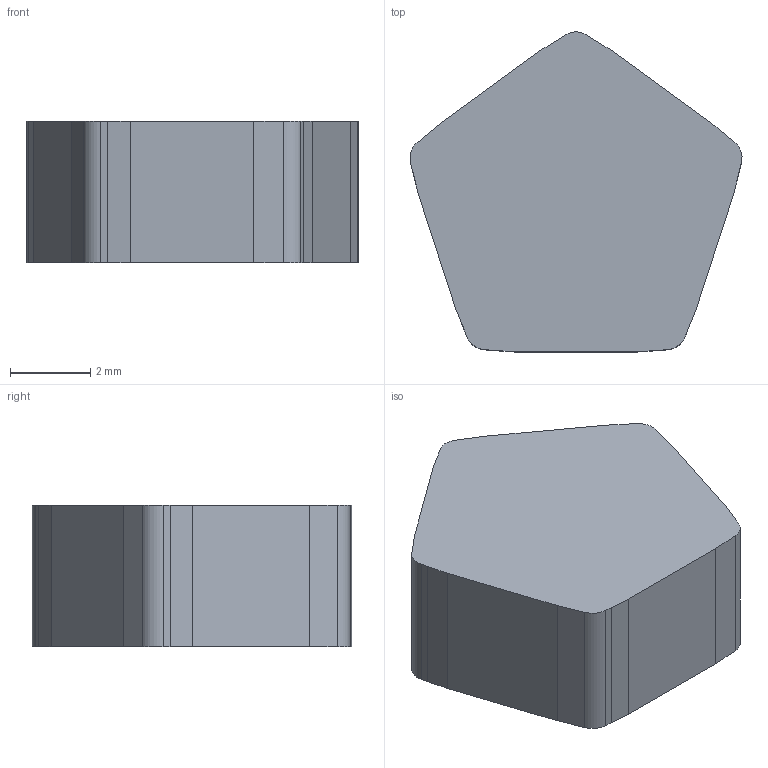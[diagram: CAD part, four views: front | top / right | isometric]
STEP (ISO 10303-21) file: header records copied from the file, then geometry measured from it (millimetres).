
FILE_DESCRIPTION((''),'2;1');
FILE_NAME('PNCU0503GNFR-P','2022-03-17T',('ruebsamenm'),(''),'CREO PARAMETRIC BY PTC INC, 2017480','CREO PARAMETRIC BY PTC INC, 2017480','');
FILE_SCHEMA(('AUTOMOTIVE_DESIGN { 1 0 10303 214 1 1 1 1 }'));
Length unit declared in the file: millimetre
Products named in the file (1): PNCU0503GNFR-P
Bounding box: 8.28 x 7.98 x 3.52 mm (x, y, z)
Volume: 168.6 mm3; surface area: 186.2 mm2
Topology: 1 solids, 1 shells, 27 faces, 75 edges, 50 vertices
Faces by surface type: plane 22, cylinder 5
Entity records: 1244 total; most frequent: CARTESIAN_POINT 165, DIRECTION 156, ORIENTED_EDGE 150, PRESENTATION_STYLE_ASSIGNMENT 86, STYLED_ITEM 86, CURVE_STYLE 85, EDGE_CURVE 75, VECTOR 70
